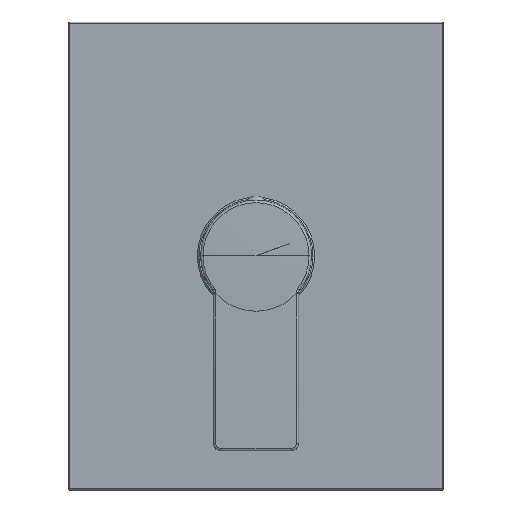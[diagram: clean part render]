
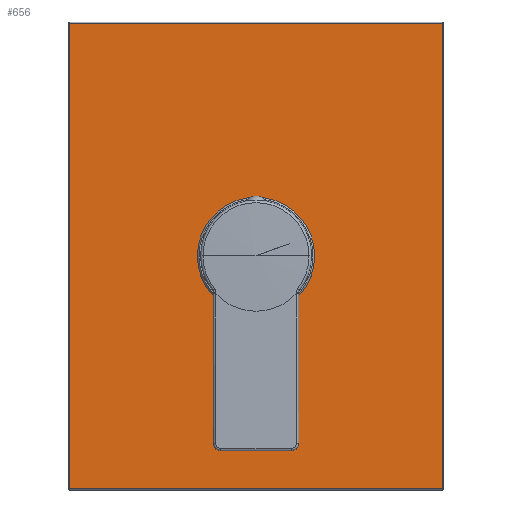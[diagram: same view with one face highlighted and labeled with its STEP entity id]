
A CAD part, top view. The second image highlights one B-rep face of the part: STEP entity #656.
In plain terms, the highlighted planar face has unit normal (0, 0, 1).
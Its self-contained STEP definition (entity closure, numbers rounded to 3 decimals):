
#36=DIRECTION('',(1.,0.,0.));
#37=VECTOR('',#36,153.);
#38=CARTESIAN_POINT('',(-76.5,-95.5,60.));
#39=LINE('',#38,#37);
#40=DIRECTION('',(0.,-1.,0.));
#41=VECTOR('',#40,191.);
#42=CARTESIAN_POINT('',(-76.5,95.5,60.));
#43=LINE('',#42,#41);
#44=DIRECTION('',(-1.,0.,0.));
#45=VECTOR('',#44,153.);
#46=CARTESIAN_POINT('',(76.5,95.5,60.));
#47=LINE('',#46,#45);
#48=DIRECTION('',(0.,1.,0.));
#49=VECTOR('',#48,191.);
#50=CARTESIAN_POINT('',(76.5,-95.5,60.));
#51=LINE('',#50,#49);
#181=CARTESIAN_POINT('',(0.,0.,60.));
#182=DIRECTION('',(0.,0.,-1.));
#183=DIRECTION('',(-1.,0.,0.));
#184=AXIS2_PLACEMENT_3D('',#181,#182,#183);
#191=CARTESIAN_POINT('',(0.,0.,60.));
#192=DIRECTION('',(0.,0.,-1.));
#193=DIRECTION('',(1.,0.,0.));
#194=AXIS2_PLACEMENT_3D('',#191,#192,#193);
#543=CARTESIAN_POINT('',(-76.5,-95.5,60.));
#544=CARTESIAN_POINT('',(76.5,-95.5,60.));
#545=VERTEX_POINT('',#543);
#546=VERTEX_POINT('',#544);
#551=CARTESIAN_POINT('',(76.5,95.5,60.));
#552=VERTEX_POINT('',#551);
#557=CARTESIAN_POINT('',(-76.5,95.5,60.));
#558=VERTEX_POINT('',#557);
#567=CARTESIAN_POINT('',(-24.05,0.,60.));
#568=CARTESIAN_POINT('',(24.05,0.,60.));
#569=VERTEX_POINT('',#567);
#570=VERTEX_POINT('',#568);
#636=CARTESIAN_POINT('',(0.,0.,60.));
#637=DIRECTION('',(0.,0.,1.));
#638=DIRECTION('',(-1.,0.,0.));
#639=AXIS2_PLACEMENT_3D('',#636,#637,#638);
#640=PLANE('',#639);
#642=ORIENTED_EDGE('',*,*,#641,.F.);
#644=ORIENTED_EDGE('',*,*,#643,.F.);
#646=ORIENTED_EDGE('',*,*,#645,.F.);
#647=ORIENTED_EDGE('',*,*,#619,.F.);
#648=EDGE_LOOP('',(#642,#644,#646,#647));
#649=FACE_OUTER_BOUND('',#648,.F.);
#651=ORIENTED_EDGE('',*,*,#650,.F.);
#653=ORIENTED_EDGE('',*,*,#652,.F.);
#654=EDGE_LOOP('',(#651,#653));
#655=FACE_BOUND('',#654,.F.);
#656=ADVANCED_FACE('',(#649,#655),#640,.T.);
#185=CIRCLE('',#184,24.05);
#195=CIRCLE('',#194,24.05);
#619=EDGE_CURVE('',#546,#552,#51,.T.);
#641=EDGE_CURVE('',#545,#546,#39,.T.);
#643=EDGE_CURVE('',#558,#545,#43,.T.);
#645=EDGE_CURVE('',#552,#558,#47,.T.);
#650=EDGE_CURVE('',#569,#570,#185,.T.);
#652=EDGE_CURVE('',#570,#569,#195,.T.);
